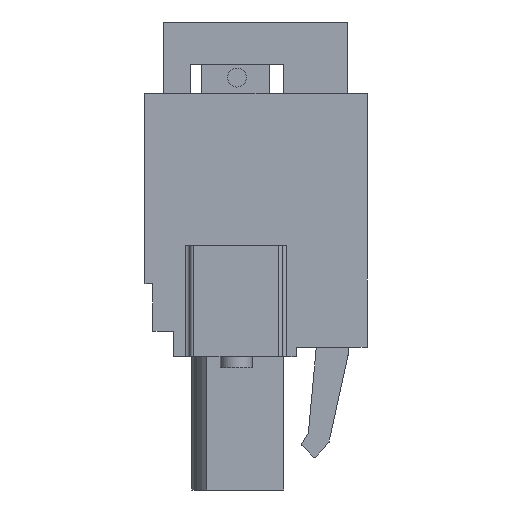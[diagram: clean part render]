
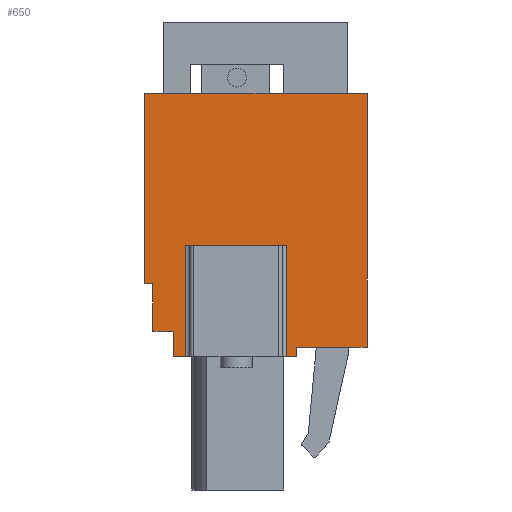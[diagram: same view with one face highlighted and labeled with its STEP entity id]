
A CAD part, left-side view. The second image highlights one B-rep face of the part: STEP entity #650.
In plain terms, the highlighted planar face has unit normal (-1, 0, 0).
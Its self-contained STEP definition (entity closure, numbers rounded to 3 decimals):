
#650 = ADVANCED_FACE( '', ( #1665 ), #1666, .F. );
#1665 = FACE_OUTER_BOUND( '', #3125, .T. );
#1666 = PLANE( '', #3126 );
#3125 = EDGE_LOOP( '', ( #5683, #5684, #5685, #5686, #5687, #5688, #5689, #5690, #5691, #5692, #5693, #5694, #5695, #5696 ) );
#3126 = AXIS2_PLACEMENT_3D( '', #5697, #5698, #5699 );
#5683 = ORIENTED_EDGE( '', *, *, #10043, .F. );
#5684 = ORIENTED_EDGE( '', *, *, #10044, .T. );
#5685 = ORIENTED_EDGE( '', *, *, #10045, .T. );
#5686 = ORIENTED_EDGE( '', *, *, #10046, .T. );
#5687 = ORIENTED_EDGE( '', *, *, #10047, .F. );
#5688 = ORIENTED_EDGE( '', *, *, #9969, .F. );
#5689 = ORIENTED_EDGE( '', *, *, #10048, .F. );
#5690 = ORIENTED_EDGE( '', *, *, #10049, .F. );
#5691 = ORIENTED_EDGE( '', *, *, #10050, .F. );
#5692 = ORIENTED_EDGE( '', *, *, #10051, .F. );
#5693 = ORIENTED_EDGE( '', *, *, #10052, .T. );
#5694 = ORIENTED_EDGE( '', *, *, #10021, .T. );
#5695 = ORIENTED_EDGE( '', *, *, #10053, .T. );
#5696 = ORIENTED_EDGE( '', *, *, #9948, .T. );
#5697 = CARTESIAN_POINT( '', ( -5.08, 0., 0. ) );
#5698 = DIRECTION( '', ( 1., 0., 0. ) );
#5699 = DIRECTION( '', ( 0., 0., -1. ) );
#9948 = EDGE_CURVE( '', #11743, #11748, #11750, .T. );
#9969 = EDGE_CURVE( '', #11787, #11788, #11789, .T. );
#10021 = EDGE_CURVE( '', #11868, #11881, #11883, .T. );
#10043 = EDGE_CURVE( '', #11921, #11748, #11922, .T. );
#10044 = EDGE_CURVE( '', #11921, #11923, #11924, .T. );
#10045 = EDGE_CURVE( '', #11923, #11925, #11926, .T. );
#10046 = EDGE_CURVE( '', #11925, #11927, #11928, .T. );
#10047 = EDGE_CURVE( '', #11788, #11927, #11929, .T. );
#10048 = EDGE_CURVE( '', #11930, #11787, #11931, .T. );
#10049 = EDGE_CURVE( '', #11932, #11930, #11933, .T. );
#10050 = EDGE_CURVE( '', #11934, #11932, #11935, .T. );
#10051 = EDGE_CURVE( '', #11936, #11934, #11937, .T. );
#10052 = EDGE_CURVE( '', #11936, #11868, #11938, .T. );
#10053 = EDGE_CURVE( '', #11881, #11743, #11939, .T. );
#11743 = VERTEX_POINT( '', #14395 );
#11748 = VERTEX_POINT( '', #14402 );
#11750 = LINE( '', #14405, #14406 );
#11787 = VERTEX_POINT( '', #14457 );
#11788 = VERTEX_POINT( '', #14458 );
#11789 = LINE( '', #14459, #14460 );
#11868 = VERTEX_POINT( '', #14564 );
#11881 = VERTEX_POINT( '', #14583 );
#11883 = LINE( '', #14586, #14587 );
#11921 = VERTEX_POINT( '', #14639 );
#11922 = LINE( '', #14640, #14641 );
#11923 = VERTEX_POINT( '', #14642 );
#11924 = LINE( '', #14643, #14644 );
#11925 = VERTEX_POINT( '', #14645 );
#11926 = LINE( '', #14646, #14647 );
#11927 = VERTEX_POINT( '', #14648 );
#11928 = LINE( '', #14649, #14650 );
#11929 = LINE( '', #14651, #14652 );
#11930 = VERTEX_POINT( '', #14653 );
#11931 = LINE( '', #14654, #14655 );
#11932 = VERTEX_POINT( '', #14656 );
#11933 = LINE( '', #14657, #14658 );
#11934 = VERTEX_POINT( '', #14659 );
#11935 = LINE( '', #14660, #14661 );
#11936 = VERTEX_POINT( '', #14662 );
#11937 = LINE( '', #14663, #14664 );
#11938 = LINE( '', #14665, #14666 );
#11939 = LINE( '', #14667, #14668 );
#14395 = CARTESIAN_POINT( '', ( -5.08, 5.2, -6.7 ) );
#14402 = CARTESIAN_POINT( '', ( -5.08, 5.2, -8.3 ) );
#14405 = CARTESIAN_POINT( '', ( -5.08, 5.2, 0. ) );
#14406 = VECTOR( '', #18375, 1000. );
#14457 = CARTESIAN_POINT( '', ( -5.08, -2.55, -7.7 ) );
#14458 = CARTESIAN_POINT( '', ( -5.08, -2.55, -8.3 ) );
#14459 = CARTESIAN_POINT( '', ( -5.08, -2.55, 0. ) );
#14460 = VECTOR( '', #18396, 1000. );
#14564 = CARTESIAN_POINT( '', ( -5.08, 6.5, -3.7 ) );
#14583 = CARTESIAN_POINT( '', ( -5.08, 6.5, -6.7 ) );
#14586 = CARTESIAN_POINT( '', ( -5.08, 6.5, 0. ) );
#14587 = VECTOR( '', #18459, 1000. );
#14639 = CARTESIAN_POINT( '', ( -5.08, 4.425, -8.3 ) );
#14640 = CARTESIAN_POINT( '', ( -5.08, -7., -8.3 ) );
#14641 = VECTOR( '', #18480, 1000. );
#14642 = CARTESIAN_POINT( '', ( -5.08, 4.425, -1.3 ) );
#14643 = CARTESIAN_POINT( '', ( -5.08, 4.425, 0. ) );
#14644 = VECTOR( '', #18481, 1000. );
#14645 = CARTESIAN_POINT( '', ( -5.08, -1.925, -1.3 ) );
#14646 = CARTESIAN_POINT( '', ( -5.08, 4.175, -1.3 ) );
#14647 = VECTOR( '', #18482, 1000. );
#14648 = CARTESIAN_POINT( '', ( -5.08, -1.925, -8.3 ) );
#14649 = CARTESIAN_POINT( '', ( -5.08, -1.925, 0. ) );
#14650 = VECTOR( '', #18483, 1000. );
#14651 = CARTESIAN_POINT( '', ( -5.08, -7., -8.3 ) );
#14652 = VECTOR( '', #18484, 1000. );
#14653 = CARTESIAN_POINT( '', ( -5.08, -7., -7.7 ) );
#14654 = CARTESIAN_POINT( '', ( -5.08, 0., -7.7 ) );
#14655 = VECTOR( '', #18485, 1000. );
#14656 = CARTESIAN_POINT( '', ( -5.08, -7., 8.3 ) );
#14657 = CARTESIAN_POINT( '', ( -5.08, -7., 8.3 ) );
#14658 = VECTOR( '', #18486, 1000. );
#14659 = CARTESIAN_POINT( '', ( -5.08, 7., 8.3 ) );
#14660 = CARTESIAN_POINT( '', ( -5.08, 7., 8.3 ) );
#14661 = VECTOR( '', #18487, 1000. );
#14662 = CARTESIAN_POINT( '', ( -5.08, 7., -3.7 ) );
#14663 = CARTESIAN_POINT( '', ( -5.08, 7., -8.3 ) );
#14664 = VECTOR( '', #18488, 1000. );
#14665 = CARTESIAN_POINT( '', ( -5.08, 0., -3.7 ) );
#14666 = VECTOR( '', #18489, 1000. );
#14667 = CARTESIAN_POINT( '', ( -5.08, 0., -6.7 ) );
#14668 = VECTOR( '', #18490, 1000. );
#18375 = DIRECTION( '', ( 0., 0., -1. ) );
#18396 = DIRECTION( '', ( 0., 0., -1. ) );
#18459 = DIRECTION( '', ( 0., 0., -1. ) );
#18480 = DIRECTION( '', ( 0., 1., 0. ) );
#18481 = DIRECTION( '', ( 0., 0., 1. ) );
#18482 = DIRECTION( '', ( 0., -1., 0. ) );
#18483 = DIRECTION( '', ( 0., 0., -1. ) );
#18484 = DIRECTION( '', ( 0., 1., 0. ) );
#18485 = DIRECTION( '', ( 0., 1., 0. ) );
#18486 = DIRECTION( '', ( 0., 0., -1. ) );
#18487 = DIRECTION( '', ( 0., -1., 0. ) );
#18488 = DIRECTION( '', ( 0., 0., 1. ) );
#18489 = DIRECTION( '', ( 0., -1., 0. ) );
#18490 = DIRECTION( '', ( 0., -1., 0. ) );
